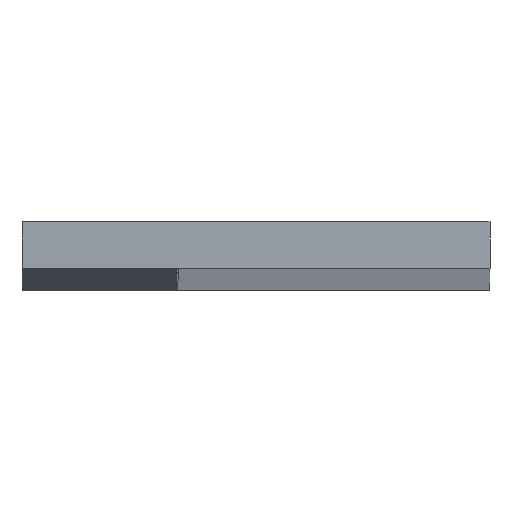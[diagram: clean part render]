
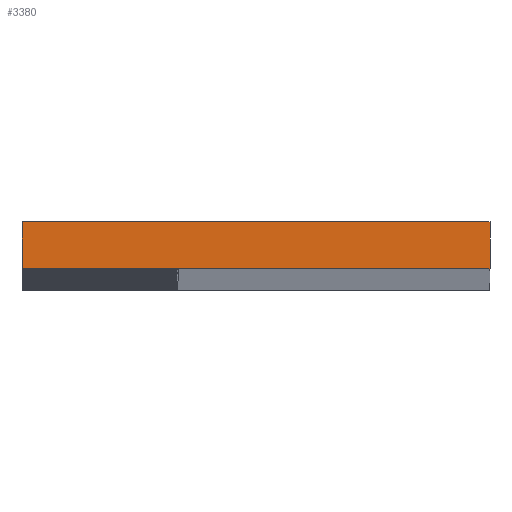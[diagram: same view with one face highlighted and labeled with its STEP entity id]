
A CAD part, top view. The second image highlights one B-rep face of the part: STEP entity #3380.
In plain terms, the highlighted planar face has unit normal (0, 0, 1).
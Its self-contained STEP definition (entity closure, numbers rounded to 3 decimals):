
#174=FACE_OUTER_BOUND('',#336,.T.);
#336=EDGE_LOOP('',(#2891,#2892,#2893,#2894));
#731=LINE('',#5196,#1211);
#773=LINE('',#5242,#1253);
#814=LINE('',#5325,#1294);
#817=LINE('',#5330,#1297);
#1211=VECTOR('',#4195,10.);
#1253=VECTOR('',#4239,10.);
#1294=VECTOR('',#4360,10.);
#1297=VECTOR('',#4365,10.);
#1611=VERTEX_POINT('',#5193);
#1612=VERTEX_POINT('',#5195);
#1615=VERTEX_POINT('',#5240);
#1617=VERTEX_POINT('',#5324);
#2011=EDGE_CURVE('',#1612,#1611,#731,.T.);
#2053=EDGE_CURVE('',#1615,#1611,#773,.T.);
#2094=EDGE_CURVE('',#1617,#1612,#814,.T.);
#2097=EDGE_CURVE('',#1615,#1617,#817,.T.);
#2891=ORIENTED_EDGE('',*,*,#2011,.T.);
#2892=ORIENTED_EDGE('',*,*,#2053,.F.);
#2893=ORIENTED_EDGE('',*,*,#2097,.T.);
#2894=ORIENTED_EDGE('',*,*,#2094,.T.);
#3218=PLANE('',#3562);
#3380=ADVANCED_FACE('',(#174),#3218,.T.);
#3562=AXIS2_PLACEMENT_3D('',#5329,#4363,#4364);
#4195=DIRECTION('',(-1.,0.,0.));
#4239=DIRECTION('',(0.,1.,0.));
#4360=DIRECTION('',(0.,1.,0.));
#4363=DIRECTION('center_axis',(0.,0.,1.));
#4364=DIRECTION('ref_axis',(1.,0.,0.));
#4365=DIRECTION('',(1.,0.,0.));
#5193=CARTESIAN_POINT('',(-30.,6.,800.));
#5195=CARTESIAN_POINT('',(30.,6.,800.));
#5196=CARTESIAN_POINT('',(-30.,6.,800.));
#5240=CARTESIAN_POINT('',(-30.,0.,800.));
#5242=CARTESIAN_POINT('',(-30.,0.,800.));
#5324=CARTESIAN_POINT('',(30.,0.,800.));
#5325=CARTESIAN_POINT('',(30.,0.,800.));
#5329=CARTESIAN_POINT('Origin',(30.,0.,800.));
#5330=CARTESIAN_POINT('',(-30.,0.,800.));
